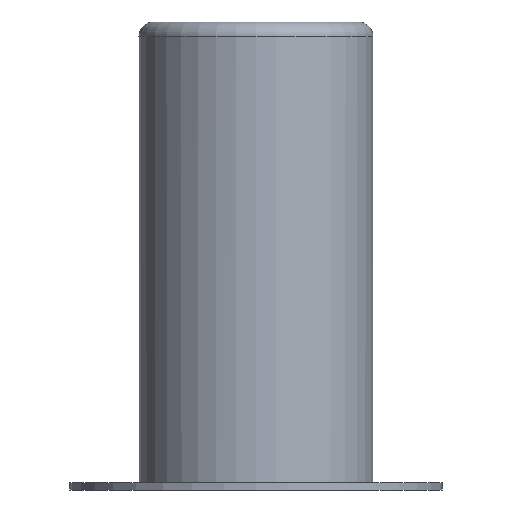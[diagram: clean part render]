
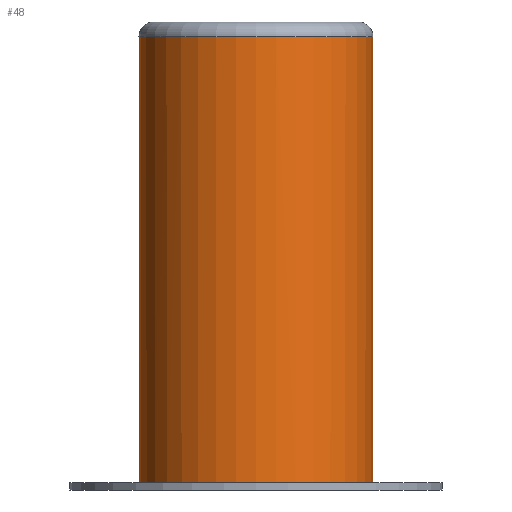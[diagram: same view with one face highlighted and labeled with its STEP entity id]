
A CAD part, left-side view. The second image highlights one B-rep face of the part: STEP entity #48.
In plain terms, the highlighted cylindrical face has radius 8 mm (diameter 16 mm), a full revolution.
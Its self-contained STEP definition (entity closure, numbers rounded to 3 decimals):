
#48 = ADVANCED_FACE( '', ( #102, #103 ), #104, .T. );
#102 = FACE_OUTER_BOUND( '', #163, .T. );
#103 = FACE_OUTER_BOUND( '', #164, .T. );
#104 = CYLINDRICAL_SURFACE( '', #165, 8. );
#163 = EDGE_LOOP( '', ( #238 ) );
#164 = EDGE_LOOP( '', ( #239, #240, #241, #242 ) );
#165 = AXIS2_PLACEMENT_3D( '', #243, #244, #245 );
#238 = ORIENTED_EDGE( '', *, *, #345, .T. );
#239 = ORIENTED_EDGE( '', *, *, #338, .T. );
#240 = ORIENTED_EDGE( '', *, *, #346, .T. );
#241 = ORIENTED_EDGE( '', *, *, #347, .T. );
#242 = ORIENTED_EDGE( '', *, *, #327, .T. );
#243 = CARTESIAN_POINT( '', ( 0., 0., 57.15 ) );
#244 = DIRECTION( '', ( 0., 0., -1. ) );
#245 = DIRECTION( '', ( 1., 0., 0. ) );
#327 = EDGE_CURVE( '', #372, #373, #374, .F. );
#338 = EDGE_CURVE( '', #373, #389, #391, .T. );
#345 = EDGE_CURVE( '', #402, #402, #403, .F. );
#346 = EDGE_CURVE( '', #389, #404, #405, .T. );
#347 = EDGE_CURVE( '', #404, #372, #406, .T. );
#372 = VERTEX_POINT( '', #438 );
#373 = VERTEX_POINT( '', #439 );
#374 = LINE( '', #440, #441 );
#389 = VERTEX_POINT( '', #461 );
#391 = CIRCLE( '', #464, 8. );
#402 = VERTEX_POINT( '', #478 );
#403 = CIRCLE( '', #479, 8. );
#404 = VERTEX_POINT( '', #480 );
#405 = LINE( '', #481, #482 );
#406 = B_SPLINE_CURVE_WITH_KNOTS( '', 3, ( #483, #484, #485, #486, #487, #488, #489, #490, #491, #492, #493, #494, #495, #496, #497, #498, #499, #500, #501, #502, #503, #504, #505, #506, #507, #508, #509, #510, #511, #512 ), .UNSPECIFIED., .F., .F., ( 4, 2, 2, 2, 2, 2, 2, 2, 2, 2, 2, 2, 2, 2, 4 ), ( 0., 0.001, 0.001, 0.002, 0.002, 0.004, 0.004, 0.005, 0.005, 0.006, 0.007, 0.007, 0.008, 0.009, 0.009 ), .UNSPECIFIED. );
#438 = CARTESIAN_POINT( '', ( 7.416, 3., 11.25 ) );
#439 = CARTESIAN_POINT( '', ( 7.416, 3., -15.75 ) );
#440 = CARTESIAN_POINT( '', ( 7.416, 3., 57.15 ) );
#441 = VECTOR( '', #551, 1000. );
#461 = CARTESIAN_POINT( '', ( 7.416, -3., -15.75 ) );
#464 = AXIS2_PLACEMENT_3D( '', #564, #565, #566 );
#478 = CARTESIAN_POINT( '', ( 8., 0., 14.75 ) );
#479 = AXIS2_PLACEMENT_3D( '', #573, #574, #575 );
#480 = CARTESIAN_POINT( '', ( 7.416, -3., 11.25 ) );
#481 = CARTESIAN_POINT( '', ( 7.416, -3., 57.15 ) );
#482 = VECTOR( '', #576, 1000. );
#483 = CARTESIAN_POINT( '', ( 7.416, -3., 11.25 ) );
#484 = CARTESIAN_POINT( '', ( 7.416, -3., 11.45 ) );
#485 = CARTESIAN_POINT( '', ( 7.424, -2.98, 11.646 ) );
#486 = CARTESIAN_POINT( '', ( 7.455, -2.903, 12.032 ) );
#487 = CARTESIAN_POINT( '', ( 7.478, -2.844, 12.223 ) );
#488 = CARTESIAN_POINT( '', ( 7.533, -2.693, 12.585 ) );
#489 = CARTESIAN_POINT( '', ( 7.566, -2.601, 12.757 ) );
#490 = CARTESIAN_POINT( '', ( 7.637, -2.384, 13.081 ) );
#491 = CARTESIAN_POINT( '', ( 7.676, -2.259, 13.234 ) );
#492 = CARTESIAN_POINT( '', ( 7.789, -1.848, 13.644 ) );
#493 = CARTESIAN_POINT( '', ( 7.863, -1.517, 13.867 ) );
#494 = CARTESIAN_POINT( '', ( 7.942, -0.977, 14.093 ) );
#495 = CARTESIAN_POINT( '', ( 7.964, -0.786, 14.152 ) );
#496 = CARTESIAN_POINT( '', ( 7.993, -0.397, 14.23 ) );
#497 = CARTESIAN_POINT( '', ( 8., -0.2, 14.25 ) );
#498 = CARTESIAN_POINT( '', ( 8., 0.2, 14.25 ) );
#499 = CARTESIAN_POINT( '', ( 7.993, 0.396, 14.23 ) );
#500 = CARTESIAN_POINT( '', ( 7.964, 0.782, 14.153 ) );
#501 = CARTESIAN_POINT( '', ( 7.943, 0.974, 14.094 ) );
#502 = CARTESIAN_POINT( '', ( 7.89, 1.336, 13.943 ) );
#503 = CARTESIAN_POINT( '', ( 7.858, 1.508, 13.851 ) );
#504 = CARTESIAN_POINT( '', ( 7.789, 1.832, 13.633 ) );
#505 = CARTESIAN_POINT( '', ( 7.751, 1.985, 13.508 ) );
#506 = CARTESIAN_POINT( '', ( 7.638, 2.395, 13.097 ) );
#507 = CARTESIAN_POINT( '', ( 7.561, 2.618, 12.766 ) );
#508 = CARTESIAN_POINT( '', ( 7.478, 2.843, 12.226 ) );
#509 = CARTESIAN_POINT( '', ( 7.455, 2.902, 12.036 ) );
#510 = CARTESIAN_POINT( '', ( 7.424, 2.98, 11.647 ) );
#511 = CARTESIAN_POINT( '', ( 7.416, 3., 11.45 ) );
#512 = CARTESIAN_POINT( '', ( 7.416, 3., 11.25 ) );
#551 = DIRECTION( '', ( 0., 0., 1. ) );
#564 = CARTESIAN_POINT( '', ( 0., 0., -15.75 ) );
#565 = DIRECTION( '', ( 0., 0., 1. ) );
#566 = DIRECTION( '', ( 1., 0., 0. ) );
#573 = CARTESIAN_POINT( '', ( 0., 0., 14.75 ) );
#574 = DIRECTION( '', ( 0., 0., 1. ) );
#575 = DIRECTION( '', ( 1., 0., 0. ) );
#576 = DIRECTION( '', ( 0., 0., 1. ) );
